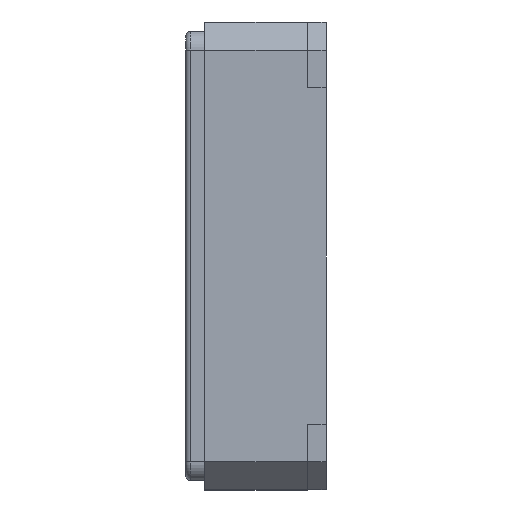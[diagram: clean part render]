
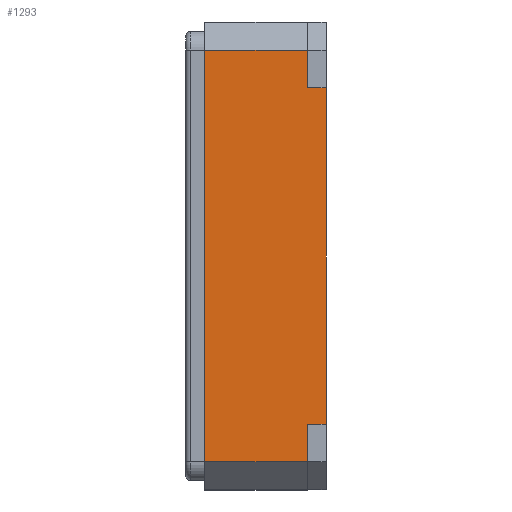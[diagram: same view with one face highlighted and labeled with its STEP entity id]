
A CAD part, left-side view. The second image highlights one B-rep face of the part: STEP entity #1293.
In plain terms, the highlighted planar face has unit normal (-1, 0, 0).
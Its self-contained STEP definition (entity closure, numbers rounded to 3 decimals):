
#201 = CARTESIAN_POINT ( 'NONE',  ( -1.6, 0.1, -0.9 ) ) ;
#429 = CARTESIAN_POINT ( 'NONE',  ( -1.6, 0.1, 0.9 ) ) ;
#616 = EDGE_CURVE ( 'NONE', #5941, #3379, #6200, .T. ) ;
#660 = ORIENTED_EDGE ( 'NONE', *, *, #2581, .T. ) ;
#833 = CARTESIAN_POINT ( 'NONE',  ( -1.6, 0.65, 1.25 ) ) ;
#1016 = CARTESIAN_POINT ( 'NONE',  ( -1.6, 0.65, 1.1 ) ) ;
#1139 = CARTESIAN_POINT ( 'NONE',  ( -1.6, 0., -0.9 ) ) ;
#1293 = ADVANCED_FACE ( 'NONE', ( #3419 ), #4797, .F. ) ;
#1406 = VERTEX_POINT ( 'NONE', #6490 ) ;
#1407 = DIRECTION ( 'NONE',  ( 0., 0., -1. ) ) ;
#1450 = CARTESIAN_POINT ( 'NONE',  ( -1.6, 0.1, 0.9 ) ) ;
#1493 = VECTOR ( 'NONE', #2328, 1000. ) ;
#1498 = DIRECTION ( 'NONE',  ( 0., 0., 1. ) ) ;
#1525 = VECTOR ( 'NONE', #3725, 1000. ) ;
#1540 = AXIS2_PLACEMENT_3D ( 'NONE', #833, #5308, #8018 ) ;
#1946 = VERTEX_POINT ( 'NONE', #201 ) ;
#2093 = CARTESIAN_POINT ( 'NONE',  ( -1.6, 0., 1.25 ) ) ;
#2328 = DIRECTION ( 'NONE',  ( 0., 0., -1. ) ) ;
#2514 = CARTESIAN_POINT ( 'NONE',  ( -1.6, 0.1, 1.1 ) ) ;
#2581 = EDGE_CURVE ( 'NONE', #1406, #8220, #5959, .T. ) ;
#2759 = CARTESIAN_POINT ( 'NONE',  ( -1.6, 0.1, -1.1 ) ) ;
#2829 = ORIENTED_EDGE ( 'NONE', *, *, #7389, .T. ) ;
#2853 = EDGE_CURVE ( 'NONE', #1406, #2861, #5695, .T. ) ;
#2861 = VERTEX_POINT ( 'NONE', #7599 ) ;
#3043 = VECTOR ( 'NONE', #5914, 1000. ) ;
#3046 = CARTESIAN_POINT ( 'NONE',  ( -1.6, 0.1, -0.9 ) ) ;
#3158 = LINE ( 'NONE', #8295, #4983 ) ;
#3188 = EDGE_LOOP ( 'NONE', ( #3751, #8174, #2829, #6360, #8136, #7473, #7854, #660 ) ) ;
#3195 = EDGE_CURVE ( 'NONE', #1946, #8220, #3666, .T. ) ;
#3289 = CARTESIAN_POINT ( 'NONE',  ( -1.6, 0.1, 0.9 ) ) ;
#3379 = VERTEX_POINT ( 'NONE', #4902 ) ;
#3400 = EDGE_CURVE ( 'NONE', #6306, #2861, #5491, .T. ) ;
#3419 = FACE_OUTER_BOUND ( 'NONE', #3188, .T. ) ;
#3442 = CARTESIAN_POINT ( 'NONE',  ( -1.6, 0.65, -1.1 ) ) ;
#3638 = CARTESIAN_POINT ( 'NONE',  ( -1.6, 0.65, 1.25 ) ) ;
#3666 = LINE ( 'NONE', #3046, #1493 ) ;
#3725 = DIRECTION ( 'NONE',  ( 0., -1., 0. ) ) ;
#3751 = ORIENTED_EDGE ( 'NONE', *, *, #3195, .F. ) ;
#4265 = DIRECTION ( 'NONE',  ( 0., 0., 1. ) ) ;
#4337 = VECTOR ( 'NONE', #7487, 1000. ) ;
#4549 = VECTOR ( 'NONE', #1407, 1000. ) ;
#4611 = LINE ( 'NONE', #1450, #4549 ) ;
#4737 = VERTEX_POINT ( 'NONE', #1139 ) ;
#4797 = PLANE ( 'NONE',  #1540 ) ;
#4902 = CARTESIAN_POINT ( 'NONE',  ( -1.6, 0., 0.9 ) ) ;
#4983 = VECTOR ( 'NONE', #7088, 1000. ) ;
#5196 = LINE ( 'NONE', #2093, #8322 ) ;
#5308 = DIRECTION ( 'NONE',  ( 1., 0., 0. ) ) ;
#5491 = LINE ( 'NONE', #1016, #4337 ) ;
#5695 = LINE ( 'NONE', #3638, #7286 ) ;
#5914 = DIRECTION ( 'NONE',  ( 0., -1., 0. ) ) ;
#5941 = VERTEX_POINT ( 'NONE', #3289 ) ;
#5959 = LINE ( 'NONE', #3442, #3043 ) ;
#6200 = LINE ( 'NONE', #429, #1525 ) ;
#6306 = VERTEX_POINT ( 'NONE', #2514 ) ;
#6329 = EDGE_CURVE ( 'NONE', #1946, #4737, #3158, .T. ) ;
#6360 = ORIENTED_EDGE ( 'NONE', *, *, #616, .F. ) ;
#6490 = CARTESIAN_POINT ( 'NONE',  ( -1.6, 0.65, -1.1 ) ) ;
#7088 = DIRECTION ( 'NONE',  ( 0., -1., 0. ) ) ;
#7286 = VECTOR ( 'NONE', #4265, 1000. ) ;
#7389 = EDGE_CURVE ( 'NONE', #4737, #3379, #5196, .T. ) ;
#7426 = EDGE_CURVE ( 'NONE', #6306, #5941, #4611, .T. ) ;
#7473 = ORIENTED_EDGE ( 'NONE', *, *, #3400, .T. ) ;
#7487 = DIRECTION ( 'NONE',  ( 0., 1., 0. ) ) ;
#7599 = CARTESIAN_POINT ( 'NONE',  ( -1.6, 0.65, 1.1 ) ) ;
#7854 = ORIENTED_EDGE ( 'NONE', *, *, #2853, .F. ) ;
#8018 = DIRECTION ( 'NONE',  ( 0., 0., -1. ) ) ;
#8136 = ORIENTED_EDGE ( 'NONE', *, *, #7426, .F. ) ;
#8174 = ORIENTED_EDGE ( 'NONE', *, *, #6329, .T. ) ;
#8220 = VERTEX_POINT ( 'NONE', #2759 ) ;
#8295 = CARTESIAN_POINT ( 'NONE',  ( -1.6, 0.1, -0.9 ) ) ;
#8322 = VECTOR ( 'NONE', #1498, 1000. ) ;
